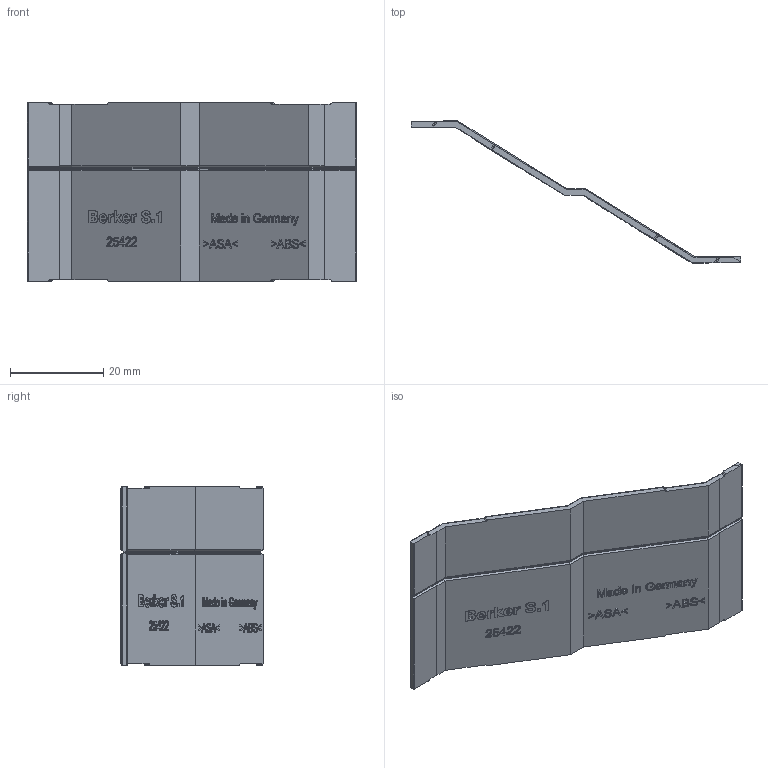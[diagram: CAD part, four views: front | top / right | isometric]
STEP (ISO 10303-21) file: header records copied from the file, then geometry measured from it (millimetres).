
FILE_DESCRIPTION((''),'2;1');
FILE_NAME('WAA3040WG_ASM','2025-01-06T12:47:02',('knorrj'),(''),'CREO PARAMETRIC BY PTC INC, 2023154','CREO PARAMETRIC BY PTC INC, 2023154','');
FILE_SCHEMA(('CONFIG_CONTROL_DESIGN','SHAPE_APPEARANCE_LAYERS_GROUPS'));
Products named in the file (3): 9025422005; 9025422005_001; WAA3040WG_ASM
Assembly tree (2 placements, depth 2):
  WAA3040WG_ASM
    9025422005
    9025422005_001
Bounding box: 70.5 x 30.4 x 38.2 mm (x, y, z)
Volume: 6644.9 mm3; surface area: 10491 mm2
Topology: 2 solids, 2 shells, 3377 faces, 9715 edges, 6448 vertices
Faces by surface type: plane 3221, cylinder 156
Entity records: 108733 total; most frequent: CARTESIAN_POINT 19723, ORIENTED_EDGE 19430, DIRECTION 16659, EDGE_CURVE 9715, VECTOR 9403, LINE 9403, VERTEX_POINT 6448, AXIS2_PLACEMENT_3D 3628
